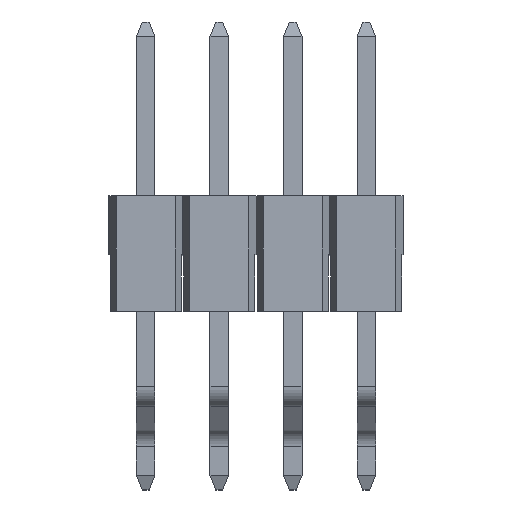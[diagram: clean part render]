
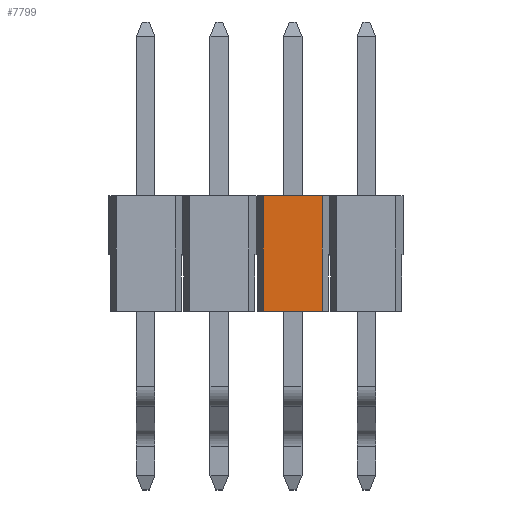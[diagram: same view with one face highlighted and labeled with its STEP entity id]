
A CAD part, top view. The second image highlights one B-rep face of the part: STEP entity #7799.
In plain terms, the highlighted planar face has unit normal (0, 0, 1).
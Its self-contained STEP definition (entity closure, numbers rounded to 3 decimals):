
#958=ORIENTED_EDGE('',*,*,#2125,.T.);
#959=ORIENTED_EDGE('',*,*,#2188,.F.);
#960=ORIENTED_EDGE('',*,*,#2137,.F.);
#961=ORIENTED_EDGE('',*,*,#2189,.T.);
#2125=EDGE_CURVE('',#2774,#2779,#3316,.T.);
#2137=EDGE_CURVE('',#2789,#2790,#3328,.T.);
#2188=EDGE_CURVE('',#2790,#2779,#3379,.T.);
#2189=EDGE_CURVE('',#2789,#2774,#3380,.T.);
#2774=VERTEX_POINT('',#10724);
#2779=VERTEX_POINT('',#10733);
#2789=VERTEX_POINT('',#10758);
#2790=VERTEX_POINT('',#10760);
#3316=LINE('',#10734,#4016);
#3328=LINE('',#10759,#4028);
#3379=LINE('',#10859,#4079);
#3380=LINE('',#10860,#4080);
#4016=VECTOR('',#9163,1000.);
#4028=VECTOR('',#9181,1000.);
#4079=VECTOR('',#9258,1000.);
#4080=VECTOR('',#9259,1000.);
#4553=EDGE_LOOP('',(#958,#959,#960,#961));
#4897=FACE_BOUND('',#4553,.T.);
#5207=PLANE('',#8209);
#7799=ADVANCED_FACE('',(#4897),#5207,.T.);
#8209=AXIS2_PLACEMENT_3D('',#10858,#9256,#9257);
#9163=DIRECTION('',(0.,-1.,0.));
#9181=DIRECTION('',(0.,-1.,0.));
#9256=DIRECTION('',(0.,0.,1.));
#9257=DIRECTION('',(0.,-1.,0.));
#9258=DIRECTION('',(-1.,0.,0.));
#9259=DIRECTION('',(-1.,0.,0.));
#10724=CARTESIAN_POINT('',(-2.29,2.73,2.54));
#10733=CARTESIAN_POINT('',(-2.29,-1.27,2.54));
#10734=CARTESIAN_POINT('',(-2.29,10.773,2.54));
#10758=CARTESIAN_POINT('',(-0.25,2.73,2.54));
#10759=CARTESIAN_POINT('',(-0.25,10.773,2.54));
#10760=CARTESIAN_POINT('',(-0.25,-1.27,2.54));
#10858=CARTESIAN_POINT('',(5.08,-1.27,2.54));
#10859=CARTESIAN_POINT('',(5.08,-1.27,2.54));
#10860=CARTESIAN_POINT('',(5.08,2.73,2.54));
